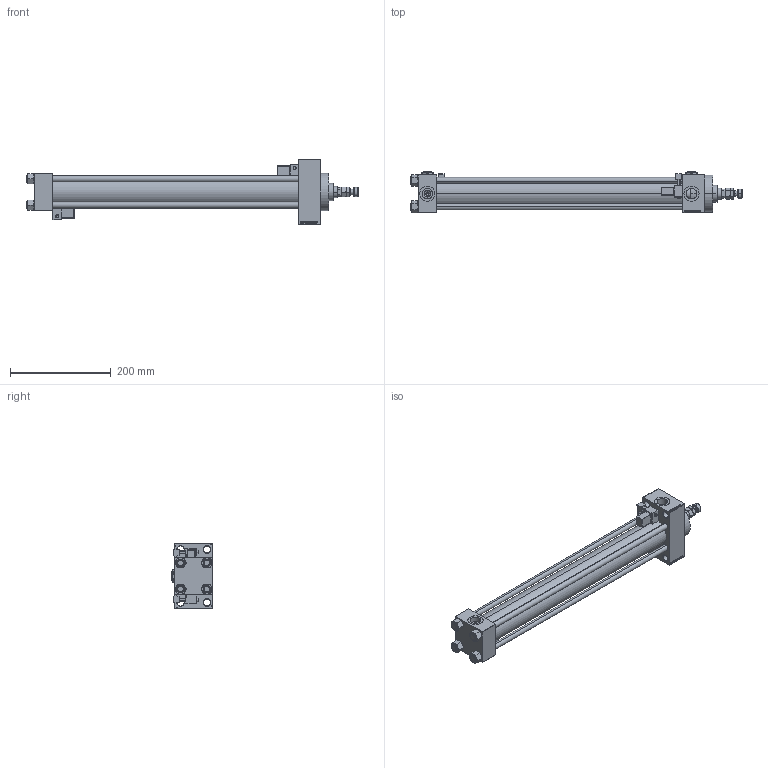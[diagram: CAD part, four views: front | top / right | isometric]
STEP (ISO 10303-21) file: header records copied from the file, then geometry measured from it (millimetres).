
FILE_DESCRIPTION (( 'STEP AP203' ), '1' );
FILE_NAME ('c14f.STEP', '2023-10-18T15:14:56', ( '' ), ( '' ), 'SwSTEP 2.0', 'SolidWorks 2019', '' );
FILE_SCHEMA (( 'CONFIG_CONTROL_DESIGN' ));
Length unit declared in the file: millimetre
Products named in the file (9): Zatka_pro_OIL_PORT fc0ec5308bd816b2c636b77734507828; V215_VC_A fc0ec5308bd816b2c636b77734507828; V215CR_MSU fc0ec5308bd816b2c636b77734507828; MFA fc0ec5308bd816b2c636b77734507828; V215CR_D_TYCINKA fc0ec5308bd816b2c636b77734507828; c14f; NUT_M5_D fc0ec5308bd816b2c636b77734507828; V215CR_D_Body fc0ec5308bd816b2c636b77734507828; V215CR_VCP_D fc0ec5308bd816b2c636b77734507828
Assembly tree (16 placements, depth 2):
  c14f
    V215CR_D_Body fc0ec5308bd816b2c636b77734507828
    V215CR_VCP_D fc0ec5308bd816b2c636b77734507828
    NUT_M5_D fc0ec5308bd816b2c636b77734507828  x4
    V215CR_D_TYCINKA fc0ec5308bd816b2c636b77734507828  x4
    V215_VC_A fc0ec5308bd816b2c636b77734507828
    MFA fc0ec5308bd816b2c636b77734507828
    V215CR_MSU fc0ec5308bd816b2c636b77734507828  x2
    Zatka_pro_OIL_PORT fc0ec5308bd816b2c636b77734507828  x2
Bounding box: 658 x 82.27 x 128 mm (x, y, z)
Volume: 1415121 mm3; surface area: 423643.2 mm2
Topology: 16 solids, 16 shells, 1410 faces, 3450 edges, 2174 vertices
Faces by surface type: plane 619, bspline 368, cone 212, cylinder 163, torus 24, sphere 24
Entity records: 53152 total; most frequent: CARTESIAN_POINT 26610, ORIENTED_EDGE 5818, DIRECTION 4041, EDGE_CURVE 2909, VERTEX_POINT 1876, VECTOR 1671, LINE 1671, EDGE_LOOP 1315
